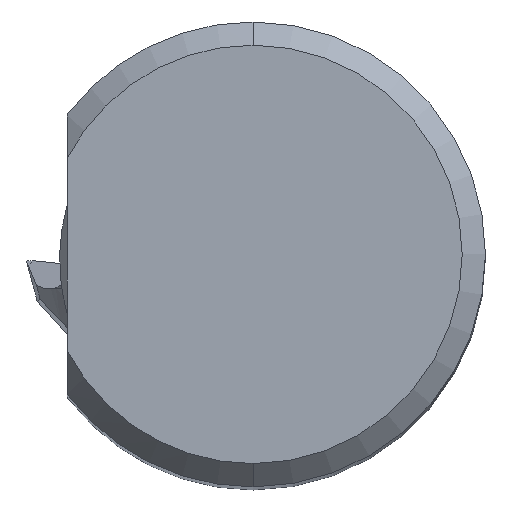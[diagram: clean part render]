
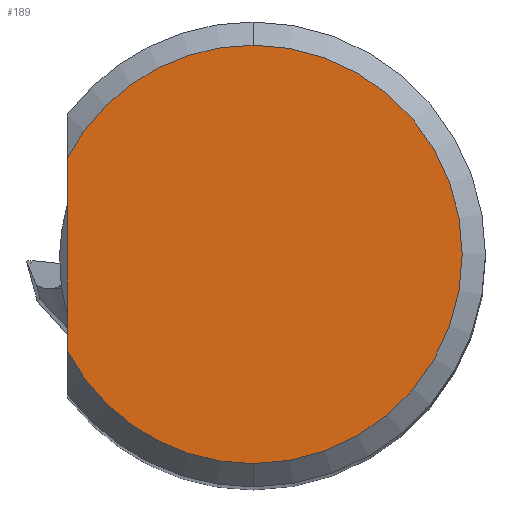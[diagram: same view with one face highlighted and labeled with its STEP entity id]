
A CAD part, top view. The second image highlights one B-rep face of the part: STEP entity #189.
In plain terms, the highlighted planar face has unit normal (0, 0, 1).
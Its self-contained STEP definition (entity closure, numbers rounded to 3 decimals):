
#189=ADVANCED_FACE('NONE',(#498),#499,.F.);
#193=VERTEX_POINT('NONE',#504);
#213=EDGE_CURVE('NONE',#237,#239,#524,.F.);
#219=EDGE_CURVE('NONE',#411,#193,#530,.T.);
#237=VERTEX_POINT('NONE',#549);
#239=VERTEX_POINT('NONE',#551);
#335=EDGE_CURVE('NONE',#193,#237,#652,.T.);
#357=EDGE_CURVE('NONE',#239,#411,#677,.T.);
#411=VERTEX_POINT('NONE',#741);
#498=FACE_OUTER_BOUND('',#850,.T.);
#499=PLANE('',#851);
#504=CARTESIAN_POINT('',(-1.6,0.825,0.));
#524=CIRCLE('',#894,1.8);
#530=CIRCLE('',#903,1.8);
#549=CARTESIAN_POINT('',(-1.6,-0.825,0.));
#551=CARTESIAN_POINT('',(0.,-1.8,0.));
#652=LINE('',#1182,#1183);
#677=CIRCLE('',#1215,1.8);
#741=CARTESIAN_POINT('',(0.,1.8,0.));
#850=EDGE_LOOP('',(#1427,#1428,#1429,#1430));
#851=AXIS2_PLACEMENT_3D('',#1431,#1432,#1433);
#894=AXIS2_PLACEMENT_3D('',#1448,#1449,#1450);
#903=AXIS2_PLACEMENT_3D('',#1452,#1453,#1454);
#1182=CARTESIAN_POINT('',(-1.6,-2.5,0.));
#1183=VECTOR('',#1542,1.0);
#1215=AXIS2_PLACEMENT_3D('',#1580,#1581,#1582);
#1427=ORIENTED_EDGE('',*,*,#213,.T.);
#1428=ORIENTED_EDGE('',*,*,#357,.T.);
#1429=ORIENTED_EDGE('',*,*,#219,.T.);
#1430=ORIENTED_EDGE('',*,*,#335,.T.);
#1431=CARTESIAN_POINT('',(0.0,0.0,0.0));
#1432=DIRECTION('',(0.,0.,-1.0));
#1433=DIRECTION('',(1.0,0.,0.0));
#1448=CARTESIAN_POINT('',(0.0,0.0,0.0));
#1449=DIRECTION('',(0.,0.,-1.0));
#1450=DIRECTION('',(0.,1.0,0.));
#1452=CARTESIAN_POINT('',(0.0,0.0,0.0));
#1453=DIRECTION('',(0.,0.,1.0));
#1454=DIRECTION('',(0.,1.0,0.));
#1542=DIRECTION('',(0.,-1.0,0.));
#1580=CARTESIAN_POINT('',(0.0,0.0,0.0));
#1581=DIRECTION('',(0.,0.,1.0));
#1582=DIRECTION('',(0.,1.0,0.));
